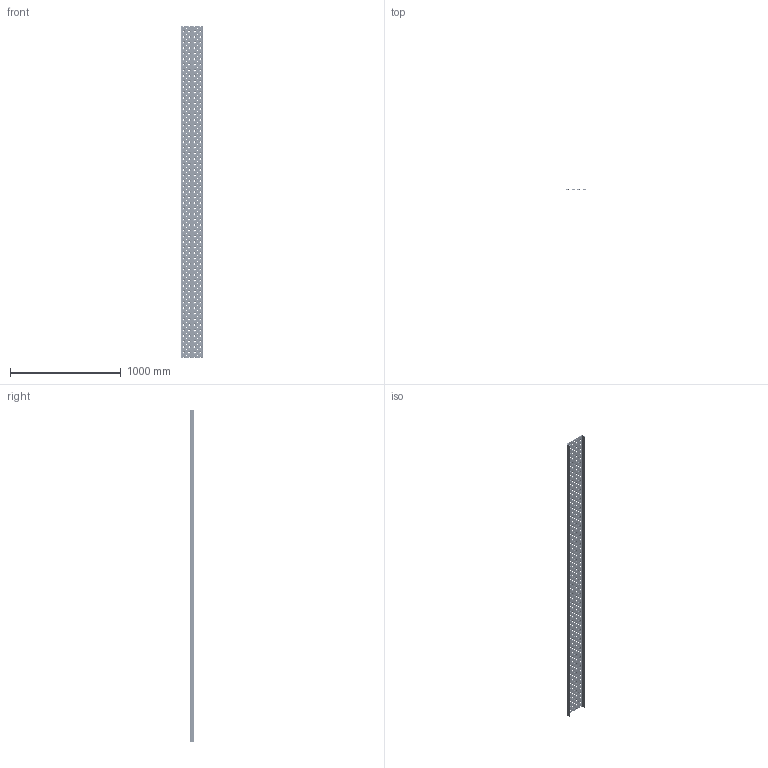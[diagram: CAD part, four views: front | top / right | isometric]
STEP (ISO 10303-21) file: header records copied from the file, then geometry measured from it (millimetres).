
FILE_DESCRIPTION (( 'STEP AP203' ), '1' );
FILE_NAME ('TYPE K_200x3000x43.STEP', '2012-10-23T12:42:26', ( 'JKJ' ), ( '' ), 'SwSTEP 2.0', 'SolidWorks 2011', '' );
FILE_SCHEMA (( 'CONFIG_CONTROL_DESIGN' ));
Length unit declared in the file: millimetre
Products named in the file (1): TYPE K_200x3000x43
Bounding box: 200 x 43 x 3000 mm (x, y, z)
Volume: 2304027.6 mm3; surface area: 1604238.7 mm2
Topology: 1 solids, 1 shells, 1446 faces, 3992 edges, 2548 vertices
Faces by surface type: cone 732, torus 488, cylinder 184, plane 42
Full cylindrical faces by diameter (mm): 9 x180
Entity records: 35553 total; most frequent: DIRECTION 6738, CARTESIAN_POINT 5323, ORIENTED_EDGE 3960, EDGE_LOOP 3638, AXIS2_PLACEMENT_3D 3311, FACE_OUTER_BOUND 2098, EDGE_CURVE 1980, VERTEX_POINT 1896
